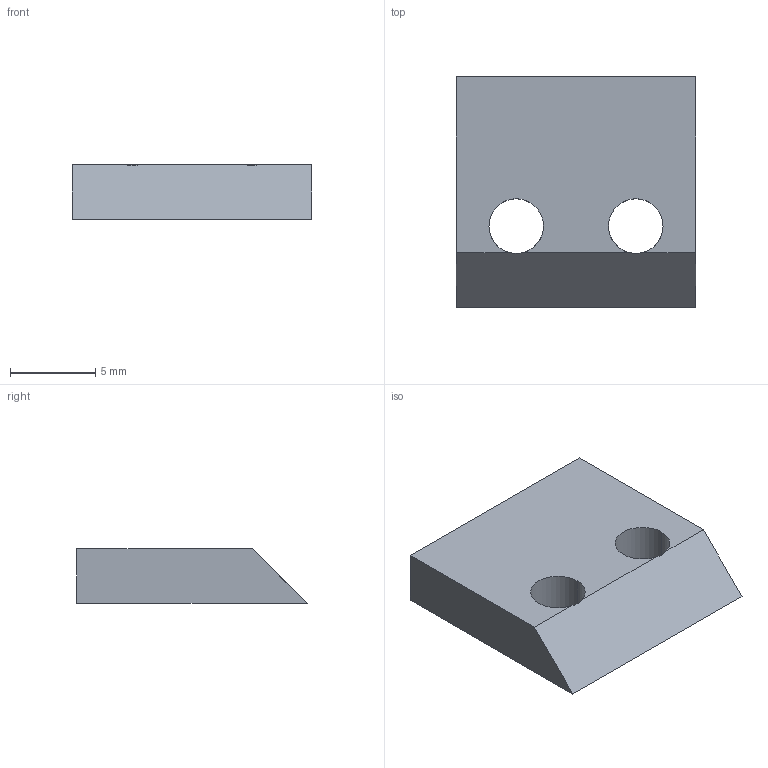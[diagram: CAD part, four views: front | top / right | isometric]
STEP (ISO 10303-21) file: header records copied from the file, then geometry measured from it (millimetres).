
FILE_DESCRIPTION (( 'STEP AP214' ), '1' );
FILE_NAME ('jaw_blocker.STEP', '2025-12-26T11:06:05', ( '' ), ( '' ), 'SwSTEP 2.0', 'SolidWorks 2020', '' );
FILE_SCHEMA (( 'AUTOMOTIVE_DESIGN' ));
Length unit declared in the file: millimetre
Products named in the file (1): jaw_blocker
Bounding box: 14 x 13.5 x 3.2 mm (x, y, z)
Volume: 481.6 mm3; surface area: 549.6 mm2
Topology: 1 solids, 1 shells, 10 faces, 30 edges, 20 vertices
Faces by surface type: plane 6, cylinder 4
Entity records: 386 total; most frequent: CARTESIAN_POINT 67, DIRECTION 60, ORIENTED_EDGE 60, EDGE_CURVE 30, AXIS2_PLACEMENT_3D 21, VERTEX_POINT 20, LINE 18, VECTOR 18
